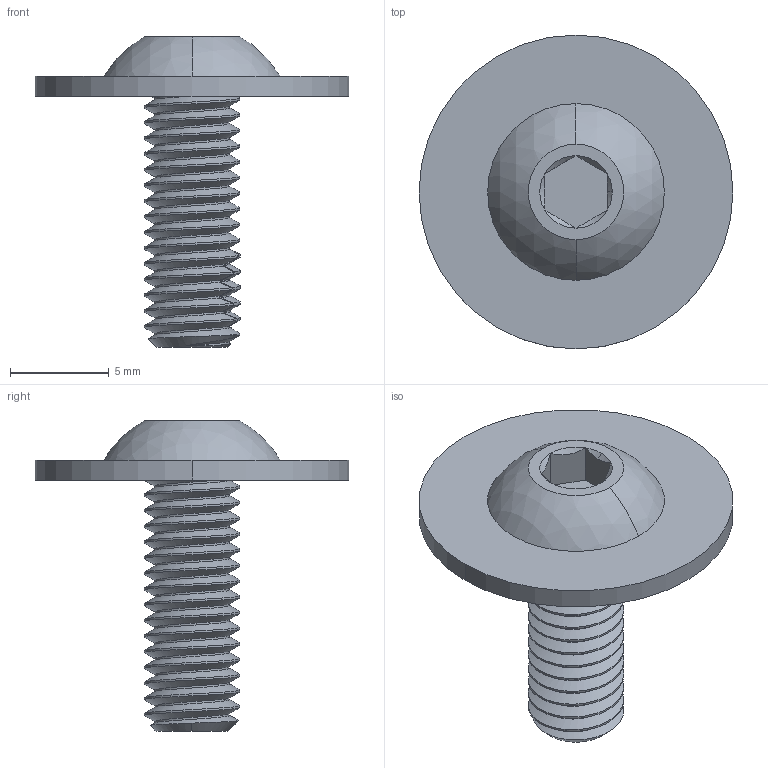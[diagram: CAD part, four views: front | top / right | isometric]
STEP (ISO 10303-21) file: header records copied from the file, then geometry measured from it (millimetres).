
FILE_DESCRIPTION (( 'STEP AP214' ), '1' );
FILE_NAME ('WCP-0571 Rev1.STEP', '2022-12-21T01:40:15', ( '' ), ( '' ), 'SwSTEP 2.0', 'SolidWorks 2020', '' );
FILE_SCHEMA (( 'AUTOMOTIVE_DESIGN' ));
Length unit declared in the file: inch
Products named in the file (1): WCP-0571 Rev1
Bounding box: 15.88 x 15.88 x 15.7 mm (x, y, z)
Volume: 451.4 mm3; surface area: 782.3 mm2
Topology: 1 solids, 1 shells, 96 faces, 260 edges, 169 vertices
Faces by surface type: cylinder 39, bspline 35, plane 11, cone 9, sphere 2
Entity records: 14286 total; most frequent: CARTESIAN_POINT 12398, ORIENTED_EDGE 520, EDGE_CURVE 260, DIRECTION 211, VERTEX_POINT 169, B_SPLINE_CURVE_WITH_KNOTS 119, EDGE_LOOP 99, ADVANCED_FACE 96
